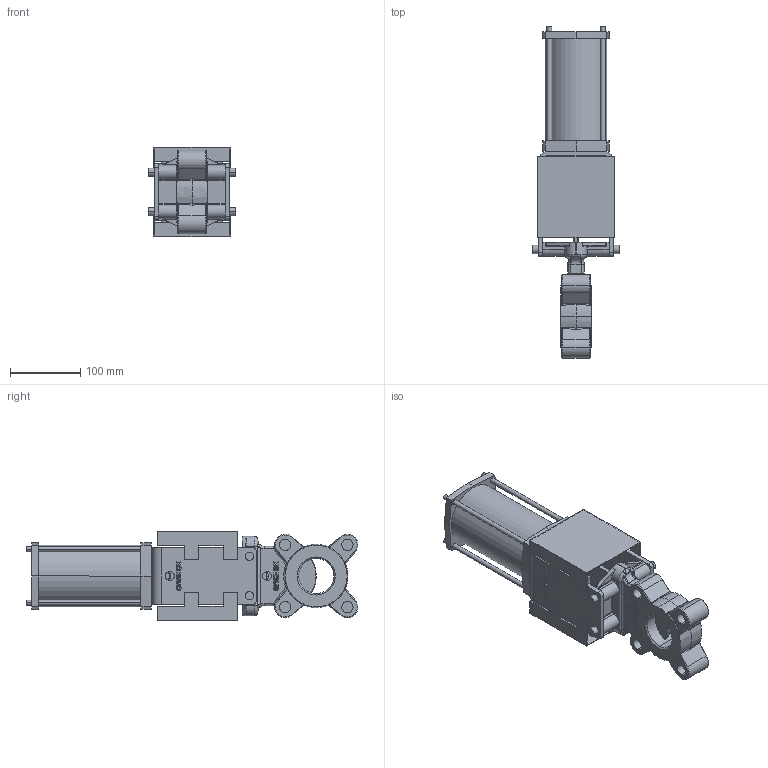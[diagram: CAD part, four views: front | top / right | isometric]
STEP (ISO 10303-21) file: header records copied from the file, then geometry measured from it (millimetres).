
FILE_DESCRIPTION (( 'STEP AP214' ), '1' );
FILE_NAME ('EB50_acci._neumatico.STEP', '2008-11-17T15:26:44', ( 'user' ), ( '' ), 'SwSTEP 2.0', 'SolidWorks 2007', '' );
FILE_SCHEMA (( 'AUTOMOTIVE_DESIGN' ));
Length unit declared in the file: millimetre
Products named in the file (3): cuerpoEB50_neumatica_Predeterminado; EB50_acci._neumatico; cilindroEB50_Predeterminado
Assembly tree (2 placements, depth 2):
  EB50_acci._neumatico
    cuerpoEB50_neumatica_Predeterminado
    cilindroEB50_Predeterminado
Bounding box: 124 x 471.17 x 127 mm (x, y, z)
Volume: 1898506.1 mm3; surface area: 322023.4 mm2
Topology: 3 solids, 7 shells, 937 faces, 2430 edges, 1542 vertices
Faces by surface type: plane 595, cylinder 178, bspline 104, torus 44, cone 8, sphere 8
Entity records: 31725 total; most frequent: CARTESIAN_POINT 9502, ORIENTED_EDGE 4804, DIRECTION 4239, EDGE_CURVE 2402, VECTOR 1697, LINE 1697, VERTEX_POINT 1542, AXIS2_PLACEMENT_3D 1271
